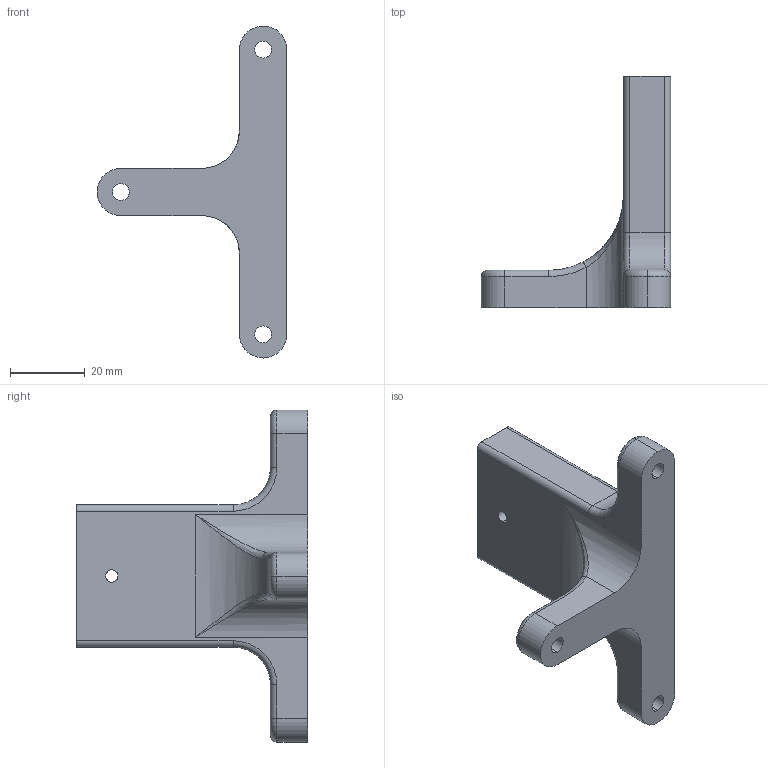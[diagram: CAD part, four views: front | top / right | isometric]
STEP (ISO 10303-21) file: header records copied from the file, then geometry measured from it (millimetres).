
FILE_DESCRIPTION (( 'STEP AP203' ), '1' );
FILE_NAME ('linear end piece 3 prong_Default_sldprt.STEP', '2022-11-11T18:39:58', ( '' ), ( '' ), 'SwSTEP 2.0', 'SolidWorks 2022', '' );
FILE_SCHEMA (( 'CONFIG_CONTROL_DESIGN' ));
Length unit declared in the file: millimetre
Products named in the file (1): linear end piece 3 prong_Default_sldprt
Bounding box: 50.8 x 62 x 88.9 mm (x, y, z)
Volume: 38971.9 mm3; surface area: 11893.6 mm2
Topology: 1 solids, 1 shells, 68 faces, 171 edges, 103 vertices
Faces by surface type: cylinder 29, plane 19, torus 12, cone 6, bspline 2
Entity records: 2313 total; most frequent: CARTESIAN_POINT 557, DIRECTION 378, ORIENTED_EDGE 338, EDGE_CURVE 169, AXIS2_PLACEMENT_3D 146, VERTEX_POINT 103, VECTOR 86, LINE 86
